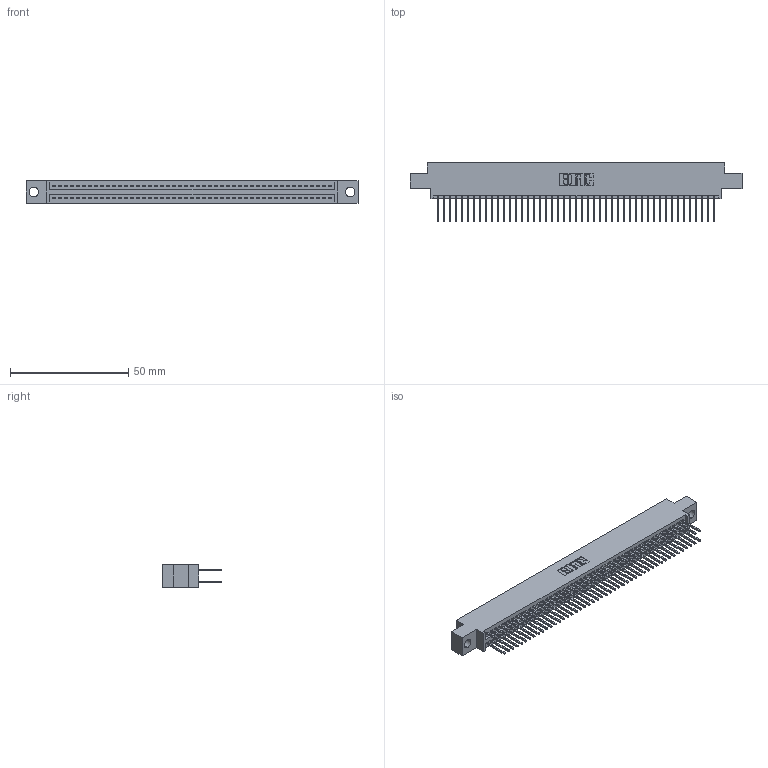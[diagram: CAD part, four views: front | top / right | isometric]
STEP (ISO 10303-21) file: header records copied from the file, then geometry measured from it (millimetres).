
FILE_DESCRIPTION (( 'STEP AP203' ), '1' );
FILE_NAME ('345-094-523-804.STEP', '2021-05-20T16:16:22', ( '' ), ( '' ), 'SwSTEP 2.0', 'SolidWorks 2020', '' );
FILE_SCHEMA (( 'CONFIG_CONTROL_DESIGN' ));
Length unit declared in the file: inch
Products named in the file (3): 345 Part_0.170 Offset - 0.156 Dia-TI; 345-094-523-804; 345-292-001_345-293-123
Assembly tree (95 placements, depth 2):
  345-094-523-804
    345 Part_0.170 Offset - 0.156 Dia-TI
    345-292-001_345-293-123  x94
Bounding box: 140.59 x 24.82 x 9.4 mm (x, y, z)
Volume: 13676.7 mm3; surface area: 21172.6 mm2
Topology: 95 solids, 95 shells, 4844 faces, 14395 edges, 9470 vertices
Faces by surface type: plane 3200, cylinder 1644
Entity records: 36773 total; most frequent: CARTESIAN_POINT 6166, ORIENTED_EDGE 6098, DIRECTION 5429, EDGE_CURVE 3049, LINE 2729, VECTOR 2729, VERTEX_POINT 2030, AXIS2_PLACEMENT_3D 1350
